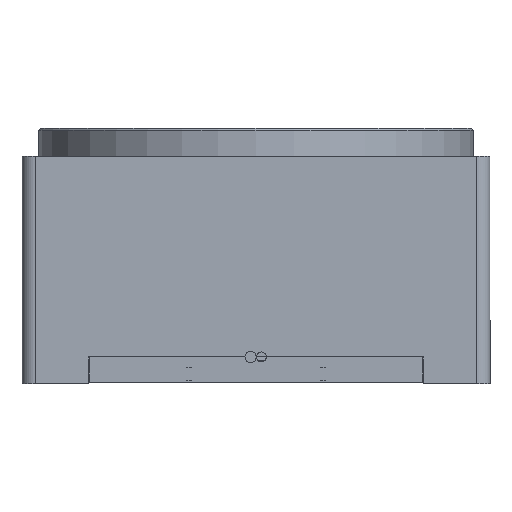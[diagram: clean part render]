
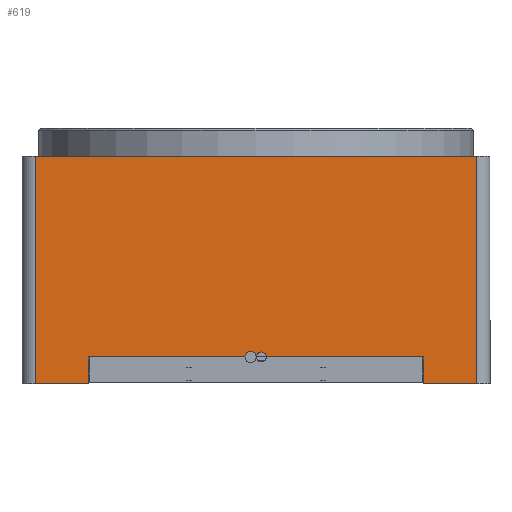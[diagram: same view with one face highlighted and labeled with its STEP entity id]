
A CAD part, left-side view. The second image highlights one B-rep face of the part: STEP entity #619.
In plain terms, the highlighted face is planar.
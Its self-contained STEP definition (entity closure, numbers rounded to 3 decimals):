
#619=ADVANCED_FACE('',(#862),#810,.F.);
#810=PLANE('',#2948);
#862=FACE_OUTER_BOUND('',#908,.T.);
#908=EDGE_LOOP('',(#1500,#1501,#1502,#1503,#1504,#1505,#1506,#1507,#1508,
#1509,#1510,#1511));
#1292=CIRCLE('',#2946,0.75);
#1293=CIRCLE('',#2947,0.75);
#1500=ORIENTED_EDGE('',*,*,#2413,.T.);
#1501=ORIENTED_EDGE('',*,*,#2414,.T.);
#1502=ORIENTED_EDGE('',*,*,#2415,.T.);
#1503=ORIENTED_EDGE('',*,*,#2416,.F.);
#1504=ORIENTED_EDGE('',*,*,#2417,.T.);
#1505=ORIENTED_EDGE('',*,*,#2418,.F.);
#1506=ORIENTED_EDGE('',*,*,#2419,.T.);
#1507=ORIENTED_EDGE('',*,*,#2420,.T.);
#1508=ORIENTED_EDGE('',*,*,#2421,.T.);
#1509=ORIENTED_EDGE('',*,*,#2422,.F.);
#1510=ORIENTED_EDGE('',*,*,#2423,.T.);
#1511=ORIENTED_EDGE('',*,*,#2424,.T.);
#2140=VERTEX_POINT('',#4265);
#2141=VERTEX_POINT('',#4266);
#2142=VERTEX_POINT('',#4268);
#2143=VERTEX_POINT('',#4270);
#2144=VERTEX_POINT('',#4272);
#2145=VERTEX_POINT('',#4274);
#2146=VERTEX_POINT('',#4276);
#2147=VERTEX_POINT('',#4278);
#2148=VERTEX_POINT('',#4280);
#2149=VERTEX_POINT('',#4282);
#2150=VERTEX_POINT('',#4284);
#2151=VERTEX_POINT('',#4286);
#2413=EDGE_CURVE('',#2140,#2141,#2733,.T.);
#2414=EDGE_CURVE('',#2141,#2142,#2734,.T.);
#2415=EDGE_CURVE('',#2142,#2143,#2735,.T.);
#2416=EDGE_CURVE('',#2144,#2143,#2736,.T.);
#2417=EDGE_CURVE('',#2144,#2145,#2737,.T.);
#2418=EDGE_CURVE('',#2146,#2145,#1292,.T.);
#2419=EDGE_CURVE('',#2146,#2147,#2738,.T.);
#2420=EDGE_CURVE('',#2147,#2148,#1293,.T.);
#2421=EDGE_CURVE('',#2148,#2149,#2739,.T.);
#2422=EDGE_CURVE('',#2150,#2149,#2740,.T.);
#2423=EDGE_CURVE('',#2150,#2151,#2741,.T.);
#2424=EDGE_CURVE('',#2151,#2140,#2742,.T.);
#2733=LINE('',#4264,#2839);
#2734=LINE('',#4267,#2840);
#2735=LINE('',#4269,#2841);
#2736=LINE('',#4271,#2842);
#2737=LINE('',#4273,#2843);
#2738=LINE('',#4277,#2844);
#2739=LINE('',#4281,#2845);
#2740=LINE('',#4283,#2846);
#2741=LINE('',#4285,#2847);
#2742=LINE('',#4287,#2848);
#2839=VECTOR('',#3351,1.);
#2840=VECTOR('',#3352,1.);
#2841=VECTOR('',#3353,1.);
#2842=VECTOR('',#3354,1.);
#2843=VECTOR('',#3355,1.);
#2844=VECTOR('',#3358,1.);
#2845=VECTOR('',#3361,1.);
#2846=VECTOR('',#3362,1.);
#2847=VECTOR('',#3363,1.);
#2848=VECTOR('',#3364,1.);
#2946=AXIS2_PLACEMENT_3D('',#4275,#3356,#3357);
#2947=AXIS2_PLACEMENT_3D('',#4279,#3359,#3360);
#2948=AXIS2_PLACEMENT_3D('',#4288,#3365,#3366);
#3351=DIRECTION('',(-1.,0.,0.));
#3352=DIRECTION('',(0.,0.,-1.));
#3353=DIRECTION('',(1.,0.,0.));
#3354=DIRECTION('',(0.,0.,-1.));
#3355=DIRECTION('',(1.,0.,0.));
#3356=DIRECTION('',(0.,-1.,0.));
#3357=DIRECTION('',(1.,0.,0.));
#3358=DIRECTION('',(1.,0.,0.));
#3359=DIRECTION('',(0.,1.,0.));
#3360=DIRECTION('',(-1.,0.,0.));
#3361=DIRECTION('',(1.,0.,0.));
#3362=DIRECTION('',(0.,0.,1.));
#3363=DIRECTION('',(1.,0.,0.));
#3364=DIRECTION('',(0.,0.,1.));
#3365=DIRECTION('',(0.,1.,0.));
#3366=DIRECTION('',(0.,0.,1.));
#4264=CARTESIAN_POINT('',(35.,-35.,34.));
#4265=CARTESIAN_POINT('',(33.,-35.,34.));
#4266=CARTESIAN_POINT('',(-33.,-35.,34.));
#4267=CARTESIAN_POINT('',(-33.,-35.,30.5));
#4268=CARTESIAN_POINT('',(-33.,-35.,0.));
#4269=CARTESIAN_POINT('',(-35.,-35.,0.));
#4270=CARTESIAN_POINT('',(-25.,-35.,0.));
#4271=CARTESIAN_POINT('',(-25.,-35.,30.5));
#4272=CARTESIAN_POINT('',(-25.,-35.,4.));
#4273=CARTESIAN_POINT('',(-35.,-35.,4.));
#4274=CARTESIAN_POINT('',(-1.55,-35.,4.));
#4275=CARTESIAN_POINT('',(-0.8,-35.,4.));
#4276=CARTESIAN_POINT('',(-0.05,-35.,4.));
#4277=CARTESIAN_POINT('',(-35.,-35.,4.));
#4278=CARTESIAN_POINT('',(0.05,-35.,4.));
#4279=CARTESIAN_POINT('',(0.8,-35.,4.));
#4280=CARTESIAN_POINT('',(1.55,-35.,4.));
#4281=CARTESIAN_POINT('',(-35.,-35.,4.));
#4282=CARTESIAN_POINT('',(25.,-35.,4.));
#4283=CARTESIAN_POINT('',(25.,-35.,30.5));
#4284=CARTESIAN_POINT('',(25.,-35.,0.));
#4285=CARTESIAN_POINT('',(-35.,-35.,0.));
#4286=CARTESIAN_POINT('',(33.,-35.,0.));
#4287=CARTESIAN_POINT('',(33.,-35.,30.5));
#4288=CARTESIAN_POINT('',(-35.,-35.,30.5));
